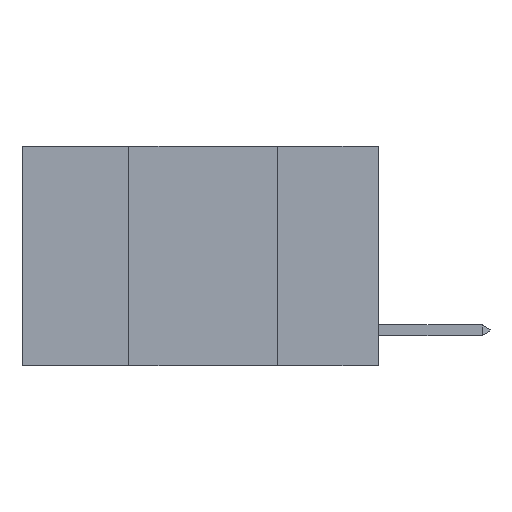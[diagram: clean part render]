
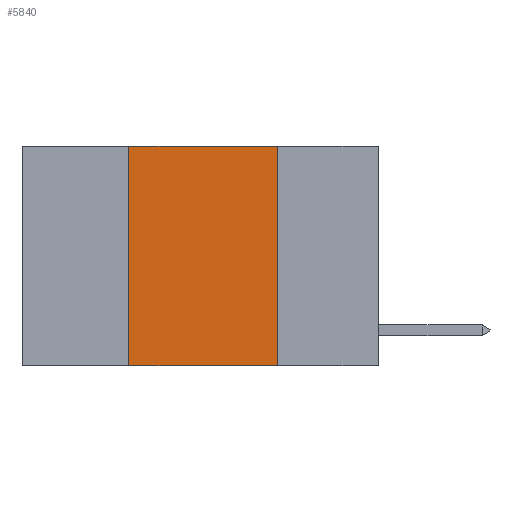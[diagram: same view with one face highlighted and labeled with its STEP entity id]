
A CAD part, left-side view. The second image highlights one B-rep face of the part: STEP entity #5840.
In plain terms, the highlighted planar face has unit normal (-1, 0, 0).
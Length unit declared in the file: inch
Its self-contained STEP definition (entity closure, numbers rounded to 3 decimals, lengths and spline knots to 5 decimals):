
#13 = ORIENTED_EDGE ( 'NONE', *, *, #9256, .F. ) ;
#539 = CARTESIAN_POINT ( 'NONE',  ( 0., 0.17, 0. ) ) ;
#570 = EDGE_CURVE ( 'NONE', #9122, #7940, #7680, .T. ) ;
#1016 = CARTESIAN_POINT ( 'NONE',  ( 0., 0.6, 0. ) ) ;
#1446 = EDGE_CURVE ( 'NONE', #7588, #1453, #9567, .T. ) ;
#1453 = VERTEX_POINT ( 'NONE', #2323 ) ;
#1607 = DIRECTION ( 'NONE',  ( 0., -1., 0. ) ) ;
#1625 = CARTESIAN_POINT ( 'NONE',  ( 0., 0.42, -0.37 ) ) ;
#2182 = CARTESIAN_POINT ( 'NONE',  ( 0., 0.6, -0.37 ) ) ;
#2304 = ORIENTED_EDGE ( 'NONE', *, *, #1446, .F. ) ;
#2323 = CARTESIAN_POINT ( 'NONE',  ( 0., 0.17, 0. ) ) ;
#2478 = ORIENTED_EDGE ( 'NONE', *, *, #570, .T. ) ;
#2502 = DIRECTION ( 'NONE',  ( 0., 0., -1. ) ) ;
#3177 = VECTOR ( 'NONE', #6912, 39.37008 ) ;
#3192 = CARTESIAN_POINT ( 'NONE',  ( 0., 0.42, 0. ) ) ;
#3293 = PLANE ( 'NONE',  #5196 ) ;
#4826 = DIRECTION ( 'NONE',  ( 1., 0., 0. ) ) ;
#4870 = CARTESIAN_POINT ( 'NONE',  ( 0., 0.42, 0. ) ) ;
#5196 = AXIS2_PLACEMENT_3D ( 'NONE', #1016, #4826, #2502 ) ;
#5395 = CARTESIAN_POINT ( 'NONE',  ( 0., 0.6, 0. ) ) ;
#5589 = ORIENTED_EDGE ( 'NONE', *, *, #8525, .F. ) ;
#5632 = LINE ( 'NONE', #4870, #9613 ) ;
#5840 = ADVANCED_FACE ( 'NONE', ( #7992 ), #3293, .F. ) ;
#5846 = DIRECTION ( 'NONE',  ( 0., 0., -1. ) ) ;
#6353 = EDGE_LOOP ( 'NONE', ( #13, #2304, #5589, #2478 ) ) ;
#6912 = DIRECTION ( 'NONE',  ( 0., -1., 0. ) ) ;
#7352 = VECTOR ( 'NONE', #5846, 39.37008 ) ;
#7574 = CARTESIAN_POINT ( 'NONE',  ( 0., 0.17, -0.37 ) ) ;
#7588 = VERTEX_POINT ( 'NONE', #3192 ) ;
#7680 = LINE ( 'NONE', #2182, #3177 ) ;
#7940 = VERTEX_POINT ( 'NONE', #7574 ) ;
#7992 = FACE_OUTER_BOUND ( 'NONE', #6353, .T. ) ;
#8048 = DIRECTION ( 'NONE',  ( 0., 0., 1. ) ) ;
#8075 = LINE ( 'NONE', #539, #7352 ) ;
#8525 = EDGE_CURVE ( 'NONE', #9122, #7588, #5632, .T. ) ;
#9122 = VERTEX_POINT ( 'NONE', #1625 ) ;
#9151 = VECTOR ( 'NONE', #1607, 39.37008 ) ;
#9256 = EDGE_CURVE ( 'NONE', #1453, #7940, #8075, .T. ) ;
#9567 = LINE ( 'NONE', #5395, #9151 ) ;
#9613 = VECTOR ( 'NONE', #8048, 39.37008 ) ;
